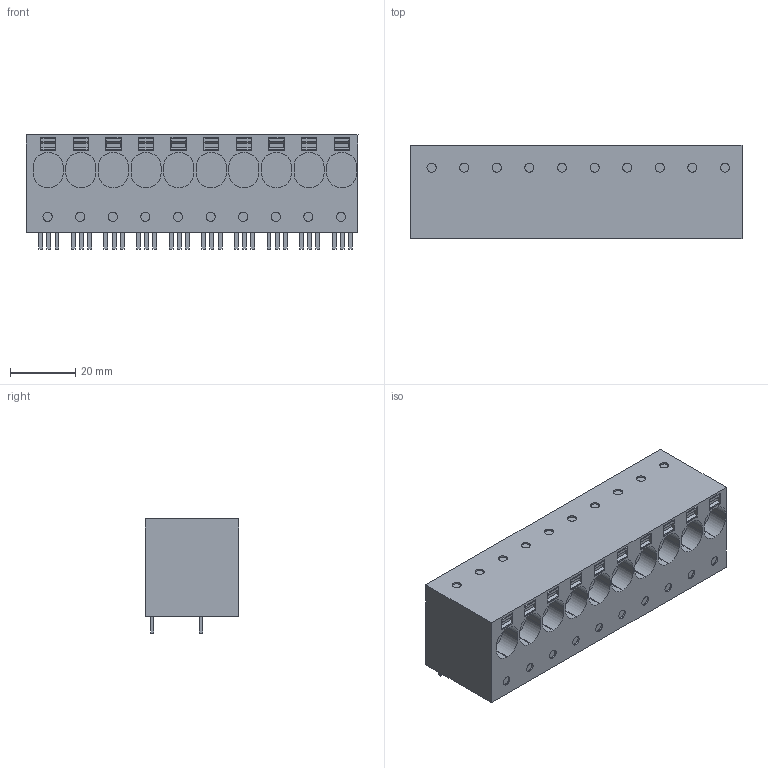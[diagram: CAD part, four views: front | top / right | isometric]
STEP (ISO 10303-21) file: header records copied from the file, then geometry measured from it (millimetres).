
FILE_DESCRIPTION(('CATIA V5 STEP Exchange','CAx-IF Rec.Pracs.--- Model Styling and Organization---1.2---2011-12-15'),'2;1');
FILE_NAME ('D1462942_0_2500530000_2500530000.stp','2018-03-29T09:41:14+00:00',('none'),('Weidmueller'),'CATIA Version 5-6 Release 2014','CATIA V5 STEP AP214','none');
FILE_SCHEMA(('AUTOMOTIVE_DESIGN { 1 0 10303 214 1 1 1 1 }'));
Length unit declared in the file: millimetre
Products named in the file (1): 2500530000
Bounding box: 101.8 x 28.55 x 35 mm (x, y, z)
Volume: 78167.4 mm3; surface area: 19532.1 mm2
Topology: 21 solids, 21 shells, 566 faces, 1422 edges, 948 vertices
Faces by surface type: plane 446, cylinder 120
Entity records: 16264 total; most frequent: CARTESIAN_POINT 2905, ORIENTED_EDGE 2844, DIRECTION 2198, EDGE_CURVE 1422, VECTOR 1182, LINE 1182, VERTEX_POINT 948, AXIS2_PLACEMENT_3D 622
